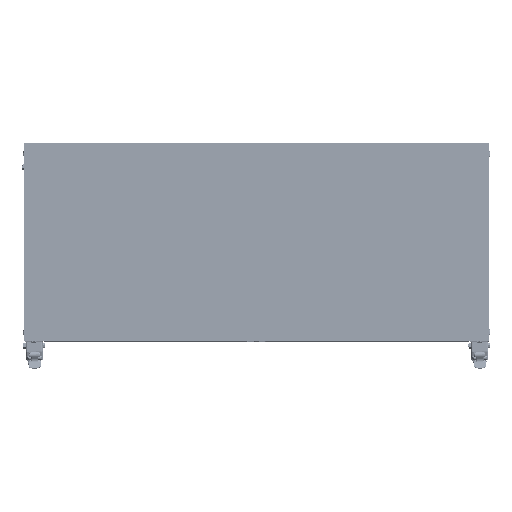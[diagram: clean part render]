
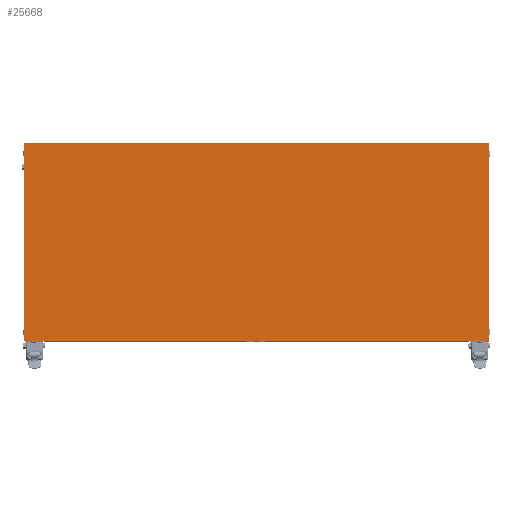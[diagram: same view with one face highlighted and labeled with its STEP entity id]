
A CAD part, top view. The second image highlights one B-rep face of the part: STEP entity #25668.
In plain terms, the highlighted planar face has unit normal (0, 0, 1).
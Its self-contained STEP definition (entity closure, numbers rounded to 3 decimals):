
#25668=ADVANCED_FACE('',(#36669),#36670,.T.);
#36669=FACE_OUTER_BOUND('',#55186,.T.);
#36670=PLANE('',#55187);
#55186=EDGE_LOOP('',(#80339,#80340,#80341,#80342));
#55187=AXIS2_PLACEMENT_3D('',#80343,#80344,#80345);
#80339=ORIENTED_EDGE('',*,*,#108528,.F.);
#80340=ORIENTED_EDGE('',*,*,#108531,.F.);
#80341=ORIENTED_EDGE('',*,*,#108523,.F.);
#80342=ORIENTED_EDGE('',*,*,#108519,.F.);
#80343=CARTESIAN_POINT('',(0.,0.,822.));
#80344=DIRECTION('',(0.0,0.0,1.0));
#80345=DIRECTION('',(1.0,0.0,0.0));
#108519=EDGE_CURVE('',#127186,#127188,#127189,.T.);
#108523=EDGE_CURVE('',#127188,#127194,#127195,.T.);
#108528=EDGE_CURVE('',#127201,#127186,#127203,.T.);
#108531=EDGE_CURVE('',#127194,#127201,#127206,.T.);
#127186=VERTEX_POINT('',#159129);
#127188=VERTEX_POINT('',#159132);
#127189=LINE('',#159133,#159134);
#127194=VERTEX_POINT('',#159141);
#127195=LINE('',#159142,#159143);
#127201=VERTEX_POINT('',#159151);
#127203=LINE('',#159154,#159155);
#127206=LINE('',#159159,#159160);
#159129=CARTESIAN_POINT('',(-470.,-200.0,822.));
#159132=CARTESIAN_POINT('',(-470.,200.0,822.));
#159133=CARTESIAN_POINT('',(-470.,0.,822.));
#159134=VECTOR('',#185307,1.0);
#159141=CARTESIAN_POINT('',(470.,200.0,822.));
#159142=CARTESIAN_POINT('',(0.,200.0,822.));
#159143=VECTOR('',#185310,1.0);
#159151=CARTESIAN_POINT('',(470.,-200.0,822.));
#159154=CARTESIAN_POINT('',(0.,-200.0,822.));
#159155=VECTOR('',#185314,1.0);
#159159=CARTESIAN_POINT('',(470.,0.,822.));
#159160=VECTOR('',#185316,1.0);
#185307=DIRECTION('',(0.0,1.0,0.0));
#185310=DIRECTION('',(1.0,0.0,0.0));
#185314=DIRECTION('',(-1.0,0.0,0.0));
#185316=DIRECTION('',(0.0,-1.0,0.0));
